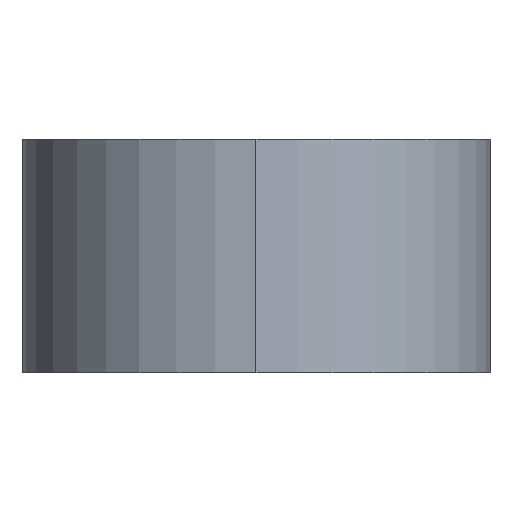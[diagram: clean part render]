
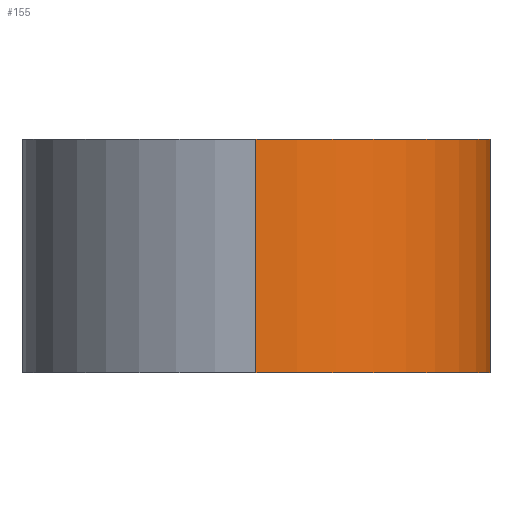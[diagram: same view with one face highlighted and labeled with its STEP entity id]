
A CAD part, left-side view. The second image highlights one B-rep face of the part: STEP entity #155.
In plain terms, the highlighted cylindrical face has radius 10 mm (diameter 20 mm), a partial arc.
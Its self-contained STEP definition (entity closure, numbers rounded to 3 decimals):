
#3 = EDGE_CURVE ( 'NONE', #37, #106, #248, .T. ) ;
#18 = DIRECTION ( 'NONE',  ( 0., 0., -1. ) ) ;
#36 = LINE ( 'NONE', #82, #141 ) ;
#37 = VERTEX_POINT ( 'NONE', #284 ) ;
#51 = EDGE_LOOP ( 'NONE', ( #282, #382, #70, #211 ) ) ;
#64 = AXIS2_PLACEMENT_3D ( 'NONE', #249, #130, #161 ) ;
#70 = ORIENTED_EDGE ( 'NONE', *, *, #3, .T. ) ;
#79 = EDGE_CURVE ( 'NONE', #364, #225, #85, .T. ) ;
#82 = CARTESIAN_POINT ( 'NONE',  ( -193.233, -2.496, 10. ) ) ;
#85 = CIRCLE ( 'NONE', #212, 10. ) ;
#103 = CARTESIAN_POINT ( 'NONE',  ( -193.233, -2.496, 0. ) ) ;
#104 = DIRECTION ( 'NONE',  ( 0., 0., -1. ) ) ;
#106 = VERTEX_POINT ( 'NONE', #103 ) ;
#111 = LINE ( 'NONE', #198, #362 ) ;
#124 = FACE_OUTER_BOUND ( 'NONE', #51, .T. ) ;
#130 = DIRECTION ( 'NONE',  ( 0., 0., 1. ) ) ;
#132 = CARTESIAN_POINT ( 'NONE',  ( -193.233, 7.504, 10. ) ) ;
#141 = VECTOR ( 'NONE', #104, 1000. ) ;
#155 = ADVANCED_FACE ( 'NONE', ( #124 ), #196, .T. ) ;
#161 = DIRECTION ( 'NONE',  ( 1., 0., 0. ) ) ;
#166 = EDGE_CURVE ( 'NONE', #364, #37, #111, .T. ) ;
#195 = AXIS2_PLACEMENT_3D ( 'NONE', #202, #323, #378 ) ;
#196 = CYLINDRICAL_SURFACE ( 'NONE', #195, 10. ) ;
#198 = CARTESIAN_POINT ( 'NONE',  ( -203.233, 7.504, 10. ) ) ;
#202 = CARTESIAN_POINT ( 'NONE',  ( -193.233, 7.504, 10. ) ) ;
#211 = ORIENTED_EDGE ( 'NONE', *, *, #236, .F. ) ;
#212 = AXIS2_PLACEMENT_3D ( 'NONE', #132, #257, #372 ) ;
#225 = VERTEX_POINT ( 'NONE', #319 ) ;
#236 = EDGE_CURVE ( 'NONE', #225, #106, #36, .T. ) ;
#248 = CIRCLE ( 'NONE', #64, 10. ) ;
#249 = CARTESIAN_POINT ( 'NONE',  ( -193.233, 7.504, 0. ) ) ;
#257 = DIRECTION ( 'NONE',  ( 0., 0., 1. ) ) ;
#282 = ORIENTED_EDGE ( 'NONE', *, *, #79, .F. ) ;
#284 = CARTESIAN_POINT ( 'NONE',  ( -203.233, 7.504, 0. ) ) ;
#296 = CARTESIAN_POINT ( 'NONE',  ( -203.233, 7.504, 10. ) ) ;
#319 = CARTESIAN_POINT ( 'NONE',  ( -193.233, -2.496, 10. ) ) ;
#323 = DIRECTION ( 'NONE',  ( 0., 0., -1. ) ) ;
#362 = VECTOR ( 'NONE', #18, 1000. ) ;
#364 = VERTEX_POINT ( 'NONE', #296 ) ;
#372 = DIRECTION ( 'NONE',  ( 1., 0., 0. ) ) ;
#378 = DIRECTION ( 'NONE',  ( -1., 0., 0. ) ) ;
#382 = ORIENTED_EDGE ( 'NONE', *, *, #166, .T. ) ;
